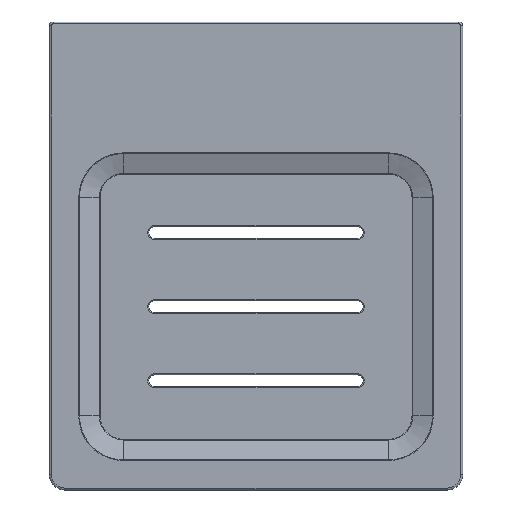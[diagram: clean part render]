
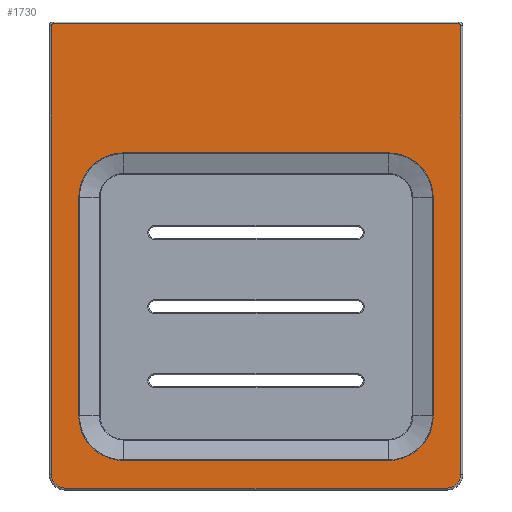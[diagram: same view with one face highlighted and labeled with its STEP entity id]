
A CAD part, front view. The second image highlights one B-rep face of the part: STEP entity #1730.
In plain terms, the highlighted planar face has unit normal (0, -1, 0).
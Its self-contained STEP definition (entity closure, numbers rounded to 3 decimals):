
#1=CARTESIAN_POINT('',(-49.,0.,-56.));
#2=DIRECTION('',(0.,-1.,0.));
#3=DIRECTION('',(-1.,0.,0.));
#4=AXIS2_PLACEMENT_3D('',#1,#2,#3);
#6=DIRECTION('',(0.,0.,-1.));
#7=VECTOR('',#6,115.);
#8=CARTESIAN_POINT('',(-52.5,0.,59.));
#9=LINE('',#8,#7);
#10=CARTESIAN_POINT('',(-52.,0.,59.));
#11=DIRECTION('',(0.,-1.,0.));
#12=DIRECTION('',(0.,0.,1.));
#13=AXIS2_PLACEMENT_3D('',#10,#11,#12);
#15=DIRECTION('',(-1.,0.,0.));
#16=VECTOR('',#15,104.);
#17=CARTESIAN_POINT('',(52.,0.,59.5));
#18=LINE('',#17,#16);
#19=CARTESIAN_POINT('',(52.,0.,59.));
#20=DIRECTION('',(0.,-1.,0.));
#21=DIRECTION('',(1.,0.,0.));
#22=AXIS2_PLACEMENT_3D('',#19,#20,#21);
#24=DIRECTION('',(0.,0.,1.));
#25=VECTOR('',#24,115.);
#26=CARTESIAN_POINT('',(52.5,0.,-56.));
#27=LINE('',#26,#25);
#28=CARTESIAN_POINT('',(49.,0.,-56.));
#29=DIRECTION('',(0.,-1.,0.));
#30=DIRECTION('',(0.,0.,-1.));
#31=AXIS2_PLACEMENT_3D('',#28,#29,#30);
#33=DIRECTION('',(1.,0.,0.));
#34=VECTOR('',#33,98.);
#35=CARTESIAN_POINT('',(-49.,0.,-59.5));
#36=LINE('',#35,#34);
#37=DIRECTION('',(-1.,0.,0.));
#38=VECTOR('',#37,68.);
#39=CARTESIAN_POINT('',(34.,0.,-52.446));
#40=LINE('',#39,#38);
#41=CARTESIAN_POINT('',(34.,0.,-41.));
#42=DIRECTION('',(0.,1.,0.));
#43=DIRECTION('',(1.,0.,0.));
#44=AXIS2_PLACEMENT_3D('',#41,#42,#43);
#46=DIRECTION('',(0.,0.,-1.));
#47=VECTOR('',#46,56.);
#48=CARTESIAN_POINT('',(45.446,0.,15.));
#49=LINE('',#48,#47);
#50=CARTESIAN_POINT('',(34.,0.,15.));
#51=DIRECTION('',(0.,1.,0.));
#52=DIRECTION('',(0.,0.,1.));
#53=AXIS2_PLACEMENT_3D('',#50,#51,#52);
#55=DIRECTION('',(1.,0.,0.));
#56=VECTOR('',#55,68.);
#57=CARTESIAN_POINT('',(-34.,0.,26.446));
#58=LINE('',#57,#56);
#59=CARTESIAN_POINT('',(-34.,0.,15.));
#60=DIRECTION('',(0.,1.,0.));
#61=DIRECTION('',(-1.,0.,0.));
#62=AXIS2_PLACEMENT_3D('',#59,#60,#61);
#64=DIRECTION('',(0.,0.,1.));
#65=VECTOR('',#64,56.);
#66=CARTESIAN_POINT('',(-45.446,0.,-41.));
#67=LINE('',#66,#65);
#68=CARTESIAN_POINT('',(-34.,0.,-41.));
#69=DIRECTION('',(0.,1.,0.));
#70=DIRECTION('',(0.,0.,-1.));
#71=AXIS2_PLACEMENT_3D('',#68,#69,#70);
#1345=CARTESIAN_POINT('',(-52.5,0.,-56.));
#1346=CARTESIAN_POINT('',(-49.,0.,-59.5));
#1347=VERTEX_POINT('',#1345);
#1348=VERTEX_POINT('',#1346);
#1353=CARTESIAN_POINT('',(49.,0.,-59.5));
#1354=VERTEX_POINT('',#1353);
#1357=CARTESIAN_POINT('',(52.5,0.,-56.));
#1358=VERTEX_POINT('',#1357);
#1361=CARTESIAN_POINT('',(52.5,0.,59.));
#1362=VERTEX_POINT('',#1361);
#1365=CARTESIAN_POINT('',(52.,0.,59.5));
#1366=VERTEX_POINT('',#1365);
#1369=CARTESIAN_POINT('',(-52.,0.,59.5));
#1370=VERTEX_POINT('',#1369);
#1373=CARTESIAN_POINT('',(-52.5,0.,59.));
#1374=VERTEX_POINT('',#1373);
#1377=CARTESIAN_POINT('',(34.,0.,-52.446));
#1378=CARTESIAN_POINT('',(-34.,0.,-52.446));
#1379=VERTEX_POINT('',#1377);
#1380=VERTEX_POINT('',#1378);
#1385=CARTESIAN_POINT('',(-45.446,0.,-41.));
#1386=VERTEX_POINT('',#1385);
#1389=CARTESIAN_POINT('',(-45.446,0.,15.));
#1390=VERTEX_POINT('',#1389);
#1393=CARTESIAN_POINT('',(-34.,0.,26.446));
#1394=VERTEX_POINT('',#1393);
#1397=CARTESIAN_POINT('',(34.,0.,26.446));
#1398=VERTEX_POINT('',#1397);
#1401=CARTESIAN_POINT('',(45.446,0.,15.));
#1402=VERTEX_POINT('',#1401);
#1405=CARTESIAN_POINT('',(45.446,0.,-41.));
#1406=VERTEX_POINT('',#1405);
#1689=CARTESIAN_POINT('',(0.,0.,0.));
#1690=DIRECTION('',(0.,1.,0.));
#1691=DIRECTION('',(1.,0.,0.));
#1692=AXIS2_PLACEMENT_3D('',#1689,#1690,#1691);
#1693=PLANE('',#1692);
#1695=ORIENTED_EDGE('',*,*,#1694,.F.);
#1697=ORIENTED_EDGE('',*,*,#1696,.F.);
#1699=ORIENTED_EDGE('',*,*,#1698,.F.);
#1701=ORIENTED_EDGE('',*,*,#1700,.F.);
#1703=ORIENTED_EDGE('',*,*,#1702,.F.);
#1705=ORIENTED_EDGE('',*,*,#1704,.F.);
#1707=ORIENTED_EDGE('',*,*,#1706,.F.);
#1709=ORIENTED_EDGE('',*,*,#1708,.F.);
#1710=EDGE_LOOP('',(#1695,#1697,#1699,#1701,#1703,#1705,#1707,#1709));
#1711=FACE_OUTER_BOUND('',#1710,.F.);
#1713=ORIENTED_EDGE('',*,*,#1712,.F.);
#1715=ORIENTED_EDGE('',*,*,#1714,.F.);
#1717=ORIENTED_EDGE('',*,*,#1716,.F.);
#1719=ORIENTED_EDGE('',*,*,#1718,.F.);
#1721=ORIENTED_EDGE('',*,*,#1720,.F.);
#1723=ORIENTED_EDGE('',*,*,#1722,.F.);
#1725=ORIENTED_EDGE('',*,*,#1724,.F.);
#1727=ORIENTED_EDGE('',*,*,#1726,.F.);
#1728=EDGE_LOOP('',(#1713,#1715,#1717,#1719,#1721,#1723,#1725,#1727));
#1729=FACE_BOUND('',#1728,.F.);
#1730=ADVANCED_FACE('',(#1711,#1729),#1693,.F.);
#5=CIRCLE('',#4,3.5);
#14=CIRCLE('',#13,0.5);
#23=CIRCLE('',#22,0.5);
#32=CIRCLE('',#31,3.5);
#45=CIRCLE('',#44,11.446);
#54=CIRCLE('',#53,11.446);
#63=CIRCLE('',#62,11.446);
#72=CIRCLE('',#71,11.446);
#1694=EDGE_CURVE('',#1347,#1348,#5,.T.);
#1696=EDGE_CURVE('',#1374,#1347,#9,.T.);
#1698=EDGE_CURVE('',#1370,#1374,#14,.T.);
#1700=EDGE_CURVE('',#1366,#1370,#18,.T.);
#1702=EDGE_CURVE('',#1362,#1366,#23,.T.);
#1704=EDGE_CURVE('',#1358,#1362,#27,.T.);
#1706=EDGE_CURVE('',#1354,#1358,#32,.T.);
#1708=EDGE_CURVE('',#1348,#1354,#36,.T.);
#1712=EDGE_CURVE('',#1379,#1380,#40,.T.);
#1714=EDGE_CURVE('',#1406,#1379,#45,.T.);
#1716=EDGE_CURVE('',#1402,#1406,#49,.T.);
#1718=EDGE_CURVE('',#1398,#1402,#54,.T.);
#1720=EDGE_CURVE('',#1394,#1398,#58,.T.);
#1722=EDGE_CURVE('',#1390,#1394,#63,.T.);
#1724=EDGE_CURVE('',#1386,#1390,#67,.T.);
#1726=EDGE_CURVE('',#1380,#1386,#72,.T.);
